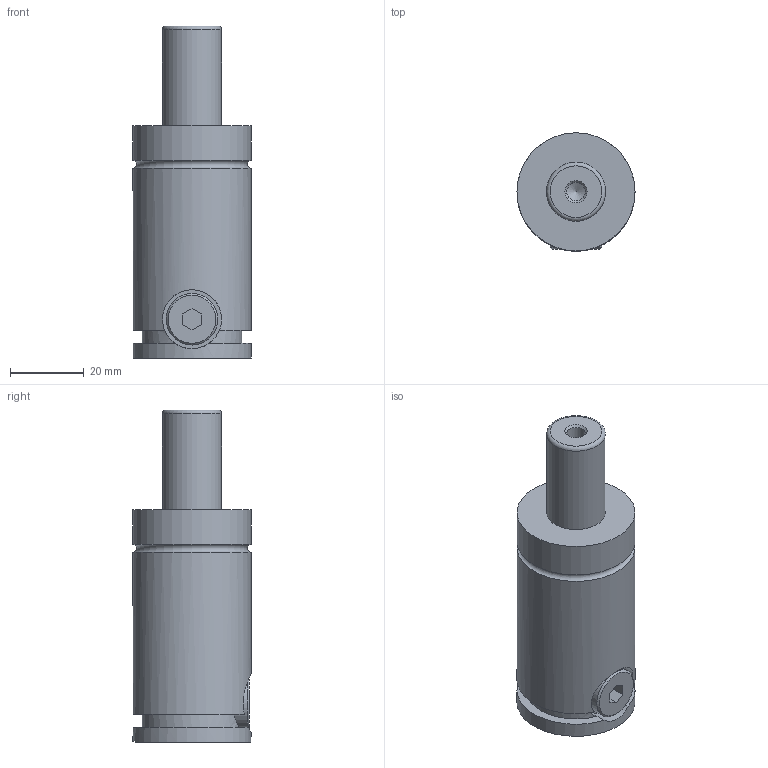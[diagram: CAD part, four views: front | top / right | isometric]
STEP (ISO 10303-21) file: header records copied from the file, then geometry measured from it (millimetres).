
FILE_DESCRIPTION(/* description */ ('STEP AP203'),/* implementation_level */ '2;1');
FILE_NAME(/* name */ 'ET 00300_025.stp',/* time_stamp */ '2019-03-25T09:13:15+03:00',/* author */ ('Doğan'),/* organization */ (''),/* preprocessor_version */ 'ST-DEVELOPER v17.2',/* originating_system */ 'Autodesk Inventor 2019',/* authorisation */ '');
FILE_SCHEMA (('AUTOMOTIVE_DESIGN { 1 0 10303 214 3 1 1 }'));
Length unit declared in the file: millimetre
Products named in the file (1): ET 00300_025
Bounding box: 32 x 32 x 90 mm (x, y, z)
Volume: 53742 mm3; surface area: 11068.4 mm2
Topology: 1 solids, 1 shells, 42 faces, 116 edges, 80 vertices
Faces by surface type: plane 22, cylinder 11, cone 7, torus 2
Full cylindrical faces by diameter (mm): 5 x3, 14 x1, 16 x2, 32 x3
Entity records: 1436 total; most frequent: CARTESIAN_POINT 282, DIRECTION 244, ORIENTED_EDGE 226, EDGE_CURVE 113, AXIS2_PLACEMENT_3D 93, VERTEX_POINT 80, LINE 58, VECTOR 58
